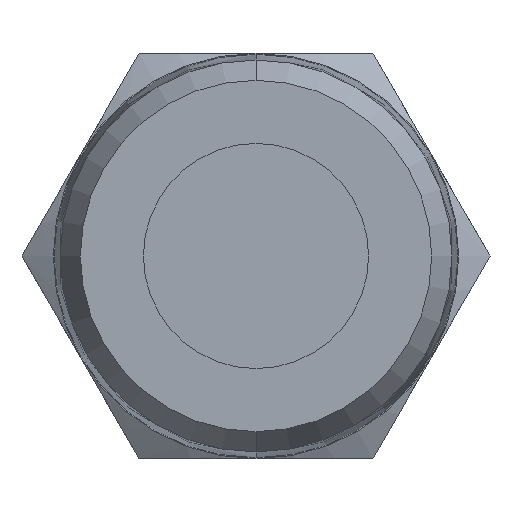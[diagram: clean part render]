
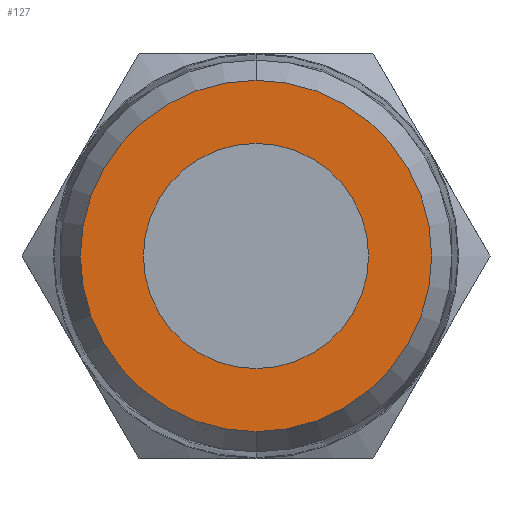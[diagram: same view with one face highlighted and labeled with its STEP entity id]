
A CAD part, front view. The second image highlights one B-rep face of the part: STEP entity #127.
In plain terms, the highlighted planar face has unit normal (0, -1, 0).
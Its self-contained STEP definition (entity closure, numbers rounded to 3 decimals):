
#30 = CIRCLE ( 'NONE', #2425, 11.7 ) ;
#40 = CIRCLE ( 'NONE', #2427, 7.5 ) ;
#53 = CIRCLE ( 'NONE', #2432, 7.5 ) ;
#59 = CIRCLE ( 'NONE', #2439, 11.7 ) ;
#127 = ADVANCED_FACE ( 'NONE', ( #2250, #1233 ), #2493, .T. ) ;
#379 = ORIENTED_EDGE ( 'NONE', *, *, #1959, .T. ) ;
#380 = ORIENTED_EDGE ( 'NONE', *, *, #1991, .T. ) ;
#381 = ORIENTED_EDGE ( 'NONE', *, *, #1964, .F. ) ;
#382 = ORIENTED_EDGE ( 'NONE', *, *, #1972, .F. ) ;
#496 = EDGE_LOOP ( 'NONE', ( #380, #379 ) ) ;
#497 = EDGE_LOOP ( 'NONE', ( #382, #381 ) ) ;
#536 = VERTEX_POINT ( 'NONE', #885 ) ;
#538 = VERTEX_POINT ( 'NONE', #887 ) ;
#545 = VERTEX_POINT ( 'NONE', #894 ) ;
#546 = VERTEX_POINT ( 'NONE', #895 ) ;
#585 = CARTESIAN_POINT ( 'NONE',  ( 0., 0., 0. ) ) ;
#586 = DIRECTION ( 'NONE',  ( 0., -1., 0. ) ) ;
#587 = DIRECTION ( 'NONE',  ( 0., 0., -1. ) ) ;
#707 = CARTESIAN_POINT ( 'NONE',  ( 0., 0., 0. ) ) ;
#708 = DIRECTION ( 'NONE',  ( 0., -1., 0. ) ) ;
#709 = DIRECTION ( 'NONE',  ( 0., 0., -1. ) ) ;
#720 = CARTESIAN_POINT ( 'NONE',  ( 0., 0., 0. ) ) ;
#721 = DIRECTION ( 'NONE',  ( 0., -1., 0. ) ) ;
#722 = DIRECTION ( 'NONE',  ( 1., 0., 0. ) ) ;
#743 = CARTESIAN_POINT ( 'NONE',  ( 0., 0., 0. ) ) ;
#744 = DIRECTION ( 'NONE',  ( 0., -1., 0. ) ) ;
#745 = DIRECTION ( 'NONE',  ( 1., 0., 0. ) ) ;
#885 = CARTESIAN_POINT ( 'NONE',  ( 0., 0., -11.7 ) ) ;
#887 = CARTESIAN_POINT ( 'NONE',  ( 0., 0., 11.7 ) ) ;
#894 = CARTESIAN_POINT ( 'NONE',  ( -7.5, 0., 0. ) ) ;
#895 = CARTESIAN_POINT ( 'NONE',  ( 7.5, 0., 0. ) ) ;
#1233 = FACE_OUTER_BOUND ( 'NONE', #496, .T. ) ;
#1624 = DIRECTION ( 'NONE',  ( 0., 0., -1. ) ) ;
#1625 = DIRECTION ( 'NONE',  ( 0., -1., 0. ) ) ;
#1626 = CARTESIAN_POINT ( 'NONE',  ( 0., 0., 0. ) ) ;
#1959 = EDGE_CURVE ( 'NONE', #536, #538, #30, .T. ) ;
#1964 = EDGE_CURVE ( 'NONE', #545, #546, #40, .T. ) ;
#1972 = EDGE_CURVE ( 'NONE', #546, #545, #53, .T. ) ;
#1991 = EDGE_CURVE ( 'NONE', #538, #536, #59, .T. ) ;
#2058 = AXIS2_PLACEMENT_3D ( 'NONE', #1626, #1625, #1624 ) ;
#2250 = FACE_BOUND ( 'NONE', #497, .T. ) ;
#2425 = AXIS2_PLACEMENT_3D ( 'NONE', #707, #708, #709 ) ;
#2427 = AXIS2_PLACEMENT_3D ( 'NONE', #720, #721, #722 ) ;
#2432 = AXIS2_PLACEMENT_3D ( 'NONE', #743, #744, #745 ) ;
#2439 = AXIS2_PLACEMENT_3D ( 'NONE', #585, #586, #587 ) ;
#2493 = PLANE ( 'NONE',  #2058 ) ;
